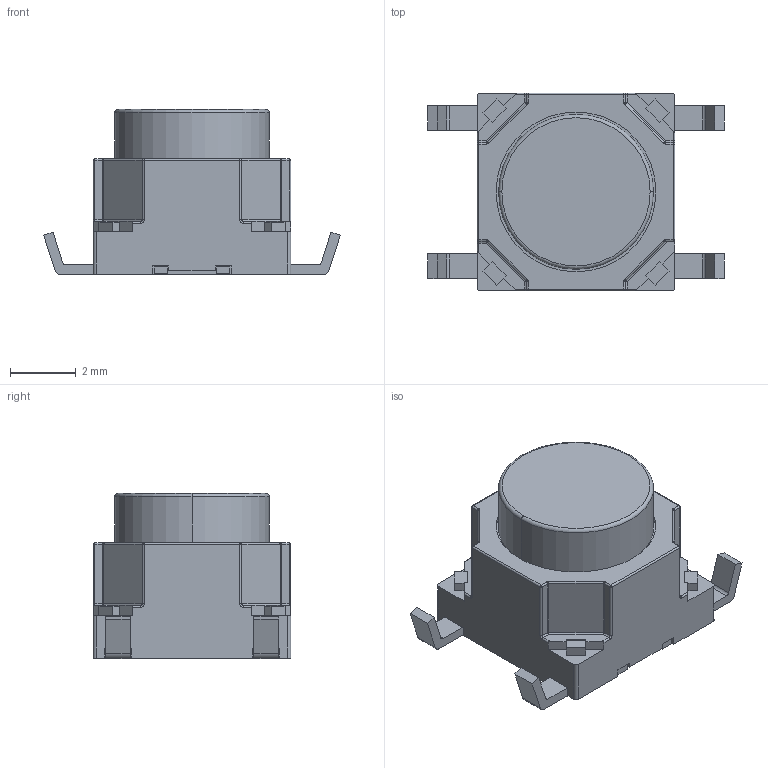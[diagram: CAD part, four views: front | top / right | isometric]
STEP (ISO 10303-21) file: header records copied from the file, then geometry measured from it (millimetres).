
FILE_DESCRIPTION (( 'STEP AP214' ), '1' );
FILE_NAME ('SW-SMD_4P-L6.0-W6.0-P4.50-LS9.0.step', '2022-07-26T14:41:22', ( '' ), ( '' ), 'SwSTEP 2.0', 'SolidWorks 2020', '' );
FILE_SCHEMA (( 'AUTOMOTIVE_DESIGN' ));
Length unit declared in the file: millimetre
Products named in the file (1): SW-SMD_4P-L6.0-W6.0-P4.50-LS9.0
Bounding box: 9 x 6 x 5.01 mm (x, y, z)
Volume: 140.9 mm3; surface area: 209.7 mm2
Topology: 18 solids, 18 shells, 561 faces, 1447 edges, 929 vertices
Faces by surface type: plane 331, bspline 112, cylinder 86, torus 17, sphere 15
Entity records: 23719 total; most frequent: CARTESIAN_POINT 5118, ORIENTED_EDGE 2872, DIRECTION 2221, EDGE_CURVE 1436, VECTOR 1037, LINE 1037, VERTEX_POINT 929, AXIS2_PLACEMENT_3D 592
